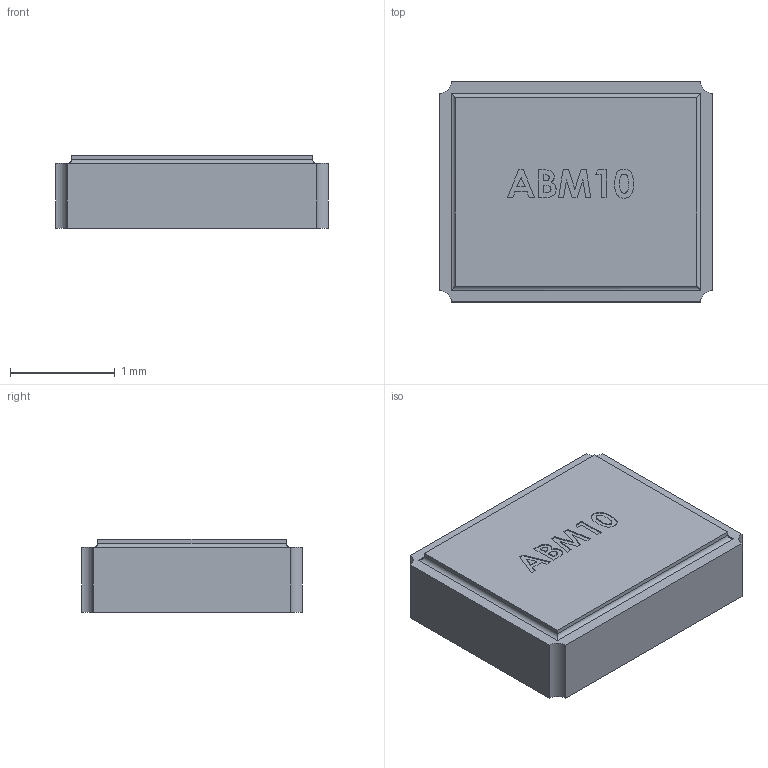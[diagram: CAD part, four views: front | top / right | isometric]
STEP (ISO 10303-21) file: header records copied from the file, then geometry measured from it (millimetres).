
FILE_DESCRIPTION(('FreeCAD Model'),'2;1');
FILE_NAME('Fusion.step','2018-05-22T11:28:09',( 'kicad StepUp'),('ksu MCAD'),'Open CASCADE STEP processor 6.8', 'FreeCAD','Unknown');
FILE_SCHEMA(('AUTOMOTIVE_DESIGN_CC2 { 1 2 10303 214 -1 1 5 4 }'));
Length unit declared in the file: millimetre
Products named in the file (2): ASSEMBLY; Fusion
Assembly tree (1 placements, depth 2):
  ASSEMBLY
    Fusion
Bounding box: 2.6 x 2.1 x 0.7 mm (x, y, z)
Volume: 3.7 mm3; surface area: 17.2 mm2
Topology: 1 solids, 1 shells, 107 faces, 269 edges, 178 vertices
Faces by surface type: plane 80, bspline 19, cylinder 8
Entity records: 5064 total; most frequent: CARTESIAN_POINT 1843, ORIENTED_EDGE 538, DIRECTION 415, EDGE_CURVE 269, LINE 219, VECTOR 219, VERTEX_POINT 178, FACE_BOUND 121
